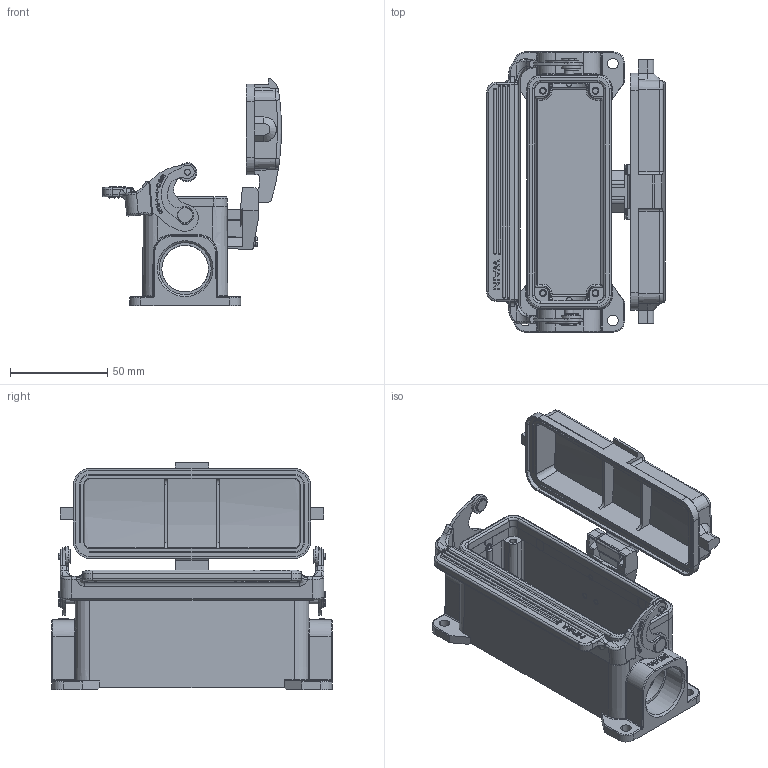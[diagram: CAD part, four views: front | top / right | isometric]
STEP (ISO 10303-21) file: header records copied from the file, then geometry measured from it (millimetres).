
FILE_DESCRIPTION(/* description */ (''),/* implementation_level */ '2;1');
FILE_NAME(/* name */ 'H24B-SF-1L SC-CV-2PG21.stp',/* time_stamp */ '2023-09-01T16:03:55+08:00',/* author */ (''),/* organization */ (''),/* preprocessor_version */ 'ST-DEVELOPER v18.1',/* originating_system */ 'SIEMENS PLM Software NX 1980',/* authorisation */ '');
FILE_SCHEMA (('AUTOMOTIVE_DESIGN { 1 0 10303 214 3 1 1 1 }'));
Products named in the file (1): 13844E1C0F40aq4l
Bounding box: 91.97 x 144 x 116.82 mm (x, y, z)
Volume: 151176.5 mm3; surface area: 108826.3 mm2
Topology: 19 solids, 28 shells, 1880 faces, 5120 edges, 3364 vertices
Faces by surface type: cylinder 835, plane 801, torus 94, cone 54, bspline 39, extrusion 35, sphere 22
Full cylindrical faces by diameter (mm): 1.9 x2, 3 x7, 4 x2, 4.9 x2, 8 x2, 24 x2, 26.7 x2
Entity records: 79901 total; most frequent: CARTESIAN_POINT 34101, ORIENTED_EDGE 10069, DIRECTION 8192, EDGE_CURVE 5059, VERTEX_POINT 3353, AXIS2_PLACEMENT_3D 2859, VECTOR 2474, LINE 2439
